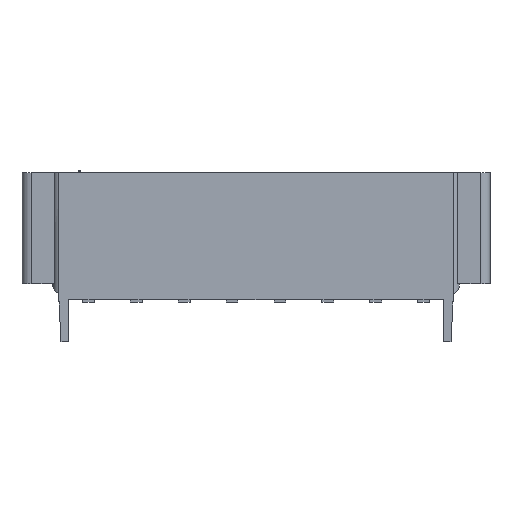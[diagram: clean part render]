
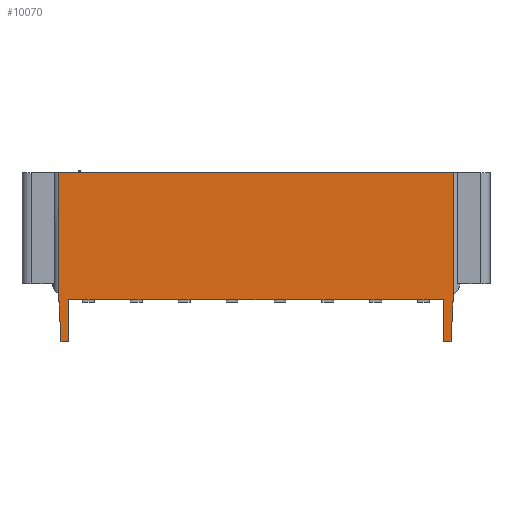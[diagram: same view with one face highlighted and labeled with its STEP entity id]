
A CAD part, front view. The second image highlights one B-rep face of the part: STEP entity #10070.
In plain terms, the highlighted planar face has unit normal (0, -1, 0).
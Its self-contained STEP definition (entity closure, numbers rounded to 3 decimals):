
#92=DIRECTION('',(1.,0.,0.));
#93=VECTOR('',#92,20.955);
#94=CARTESIAN_POINT('',(-10.478,-2.388,0.));
#95=LINE('',#94,#93);
#462=DIRECTION('',(0.,0.,1.));
#463=VECTOR('',#462,2.235);
#464=CARTESIAN_POINT('',(-9.97,-2.388,-8.966));
#465=LINE('',#464,#463);
#479=DIRECTION('',(1.,0.,0.));
#480=VECTOR('',#479,1.918);
#481=CARTESIAN_POINT('',(6.661,-2.388,-6.731));
#482=LINE('',#481,#480);
#483=DIRECTION('',(1.,0.,0.));
#484=VECTOR('',#483,0.623);
#485=CARTESIAN_POINT('',(6.039,-2.388,-6.731));
#486=LINE('',#485,#484);
#487=DIRECTION('',(1.,0.,0.));
#488=VECTOR('',#487,1.918);
#489=CARTESIAN_POINT('',(4.121,-2.388,-6.731));
#490=LINE('',#489,#488);
#491=DIRECTION('',(1.,0.,0.));
#492=VECTOR('',#491,0.623);
#493=CARTESIAN_POINT('',(3.499,-2.388,-6.731));
#494=LINE('',#493,#492);
#495=DIRECTION('',(1.,0.,0.));
#496=VECTOR('',#495,1.918);
#497=CARTESIAN_POINT('',(1.581,-2.388,-6.731));
#498=LINE('',#497,#496);
#499=DIRECTION('',(1.,0.,0.));
#500=VECTOR('',#499,0.623);
#501=CARTESIAN_POINT('',(0.959,-2.388,-6.731));
#502=LINE('',#501,#500);
#503=DIRECTION('',(1.,0.,0.));
#504=VECTOR('',#503,1.918);
#505=CARTESIAN_POINT('',(-0.959,-2.388,-6.731));
#506=LINE('',#505,#504);
#507=DIRECTION('',(1.,0.,0.));
#508=VECTOR('',#507,0.623);
#509=CARTESIAN_POINT('',(-1.581,-2.388,-6.731));
#510=LINE('',#509,#508);
#511=DIRECTION('',(1.,0.,0.));
#512=VECTOR('',#511,1.918);
#513=CARTESIAN_POINT('',(-3.499,-2.388,-6.731));
#514=LINE('',#513,#512);
#515=DIRECTION('',(1.,0.,0.));
#516=VECTOR('',#515,0.623);
#517=CARTESIAN_POINT('',(-4.121,-2.388,-6.731));
#518=LINE('',#517,#516);
#519=DIRECTION('',(1.,0.,0.));
#520=VECTOR('',#519,1.918);
#521=CARTESIAN_POINT('',(-6.039,-2.388,-6.731));
#522=LINE('',#521,#520);
#523=DIRECTION('',(1.,0.,0.));
#524=VECTOR('',#523,0.623);
#525=CARTESIAN_POINT('',(-6.661,-2.388,-6.731));
#526=LINE('',#525,#524);
#527=DIRECTION('',(1.,0.,0.));
#528=VECTOR('',#527,1.918);
#529=CARTESIAN_POINT('',(-8.579,-2.388,-6.731));
#530=LINE('',#529,#528);
#531=DIRECTION('',(1.,0.,0.));
#532=VECTOR('',#531,0.623);
#533=CARTESIAN_POINT('',(-9.201,-2.388,-6.731));
#534=LINE('',#533,#532);
#535=DIRECTION('',(1.,0.,0.));
#536=VECTOR('',#535,0.768);
#537=CARTESIAN_POINT('',(-9.97,-2.388,-6.731));
#538=LINE('',#537,#536);
#539=DIRECTION('',(-0.05,0.,0.999));
#540=VECTOR('',#539,2.543);
#541=CARTESIAN_POINT('',(-10.351,-2.388,-8.966));
#542=LINE('',#541,#540);
#543=DIRECTION('',(0.,0.,1.));
#544=VECTOR('',#543,6.426);
#545=CARTESIAN_POINT('',(-10.478,-2.388,-6.426));
#546=LINE('',#545,#544);
#547=DIRECTION('',(0.,0.,-1.));
#548=VECTOR('',#547,6.426);
#549=CARTESIAN_POINT('',(10.478,-2.388,0.));
#550=LINE('',#549,#548);
#551=DIRECTION('',(-0.05,0.,-0.999));
#552=VECTOR('',#551,2.543);
#553=CARTESIAN_POINT('',(10.478,-2.388,-6.426));
#554=LINE('',#553,#552);
#555=DIRECTION('',(1.,0.,0.));
#556=VECTOR('',#555,0.768);
#557=CARTESIAN_POINT('',(9.201,-2.388,-6.731));
#558=LINE('',#557,#556);
#559=DIRECTION('',(1.,0.,0.));
#560=VECTOR('',#559,0.623);
#561=CARTESIAN_POINT('',(8.579,-2.388,-6.731));
#562=LINE('',#561,#560);
#717=DIRECTION('',(0.,0.,-1.));
#718=VECTOR('',#717,2.235);
#719=CARTESIAN_POINT('',(9.97,-2.388,-6.731));
#720=LINE('',#719,#718);
#806=DIRECTION('',(1.,0.,0.));
#807=VECTOR('',#806,0.381);
#808=CARTESIAN_POINT('',(-10.351,-2.388,-8.966));
#809=LINE('',#808,#807);
#877=DIRECTION('',(1.,0.,0.));
#878=VECTOR('',#877,0.381);
#879=CARTESIAN_POINT('',(9.97,-2.388,-8.966));
#880=LINE('',#879,#878);
#8095=CARTESIAN_POINT('',(9.97,-2.388,-8.966));
#8097=VERTEX_POINT('',#8095);
#8100=CARTESIAN_POINT('',(-10.478,-2.388,0.));
#8101=VERTEX_POINT('',#8100);
#8102=CARTESIAN_POINT('',(10.478,-2.388,0.));
#8103=VERTEX_POINT('',#8102);
#8104=CARTESIAN_POINT('',(-9.97,-2.388,-8.966));
#8106=VERTEX_POINT('',#8104);
#8142=CARTESIAN_POINT('',(10.351,-2.388,-8.966));
#8144=VERTEX_POINT('',#8142);
#8147=CARTESIAN_POINT('',(10.478,-2.388,-6.426));
#8148=VERTEX_POINT('',#8147);
#8149=CARTESIAN_POINT('',(-10.351,-2.388,-8.966));
#8150=CARTESIAN_POINT('',(-10.478,-2.388,-6.426));
#8151=VERTEX_POINT('',#8149);
#8152=VERTEX_POINT('',#8150);
#9367=CARTESIAN_POINT('',(-9.201,-2.388,-6.731));
#9368=VERTEX_POINT('',#9367);
#9371=CARTESIAN_POINT('',(-8.579,-2.388,-6.731));
#9372=VERTEX_POINT('',#9371);
#9387=CARTESIAN_POINT('',(-6.661,-2.388,-6.731));
#9388=VERTEX_POINT('',#9387);
#9391=CARTESIAN_POINT('',(-6.039,-2.388,-6.731));
#9392=VERTEX_POINT('',#9391);
#9407=CARTESIAN_POINT('',(-4.121,-2.388,-6.731));
#9408=VERTEX_POINT('',#9407);
#9411=CARTESIAN_POINT('',(-3.499,-2.388,-6.731));
#9412=VERTEX_POINT('',#9411);
#9427=CARTESIAN_POINT('',(-1.581,-2.388,-6.731));
#9428=VERTEX_POINT('',#9427);
#9431=CARTESIAN_POINT('',(-0.959,-2.388,-6.731));
#9432=VERTEX_POINT('',#9431);
#9447=CARTESIAN_POINT('',(0.959,-2.388,-6.731));
#9448=VERTEX_POINT('',#9447);
#9451=CARTESIAN_POINT('',(1.581,-2.388,-6.731));
#9452=VERTEX_POINT('',#9451);
#9467=CARTESIAN_POINT('',(3.499,-2.388,-6.731));
#9468=VERTEX_POINT('',#9467);
#9471=CARTESIAN_POINT('',(4.121,-2.388,-6.731));
#9472=VERTEX_POINT('',#9471);
#9487=CARTESIAN_POINT('',(6.039,-2.388,-6.731));
#9488=VERTEX_POINT('',#9487);
#9491=CARTESIAN_POINT('',(6.661,-2.388,-6.731));
#9492=VERTEX_POINT('',#9491);
#9507=CARTESIAN_POINT('',(8.579,-2.388,-6.731));
#9508=VERTEX_POINT('',#9507);
#9511=CARTESIAN_POINT('',(9.201,-2.388,-6.731));
#9512=VERTEX_POINT('',#9511);
#9527=CARTESIAN_POINT('',(-9.97,-2.388,-6.731));
#9528=VERTEX_POINT('',#9527);
#9529=CARTESIAN_POINT('',(9.97,-2.388,-6.731));
#9530=VERTEX_POINT('',#9529);
#10013=CARTESIAN_POINT('',(-10.478,-2.388,0.));
#10014=DIRECTION('',(0.,-1.,0.));
#10015=DIRECTION('',(1.,0.,0.));
#10016=AXIS2_PLACEMENT_3D('',#10013,#10014,#10015);
#10017=PLANE('',#10016);
#10019=ORIENTED_EDGE('',*,*,#10018,.F.);
#10021=ORIENTED_EDGE('',*,*,#10020,.F.);
#10023=ORIENTED_EDGE('',*,*,#10022,.F.);
#10025=ORIENTED_EDGE('',*,*,#10024,.F.);
#10027=ORIENTED_EDGE('',*,*,#10026,.F.);
#10029=ORIENTED_EDGE('',*,*,#10028,.F.);
#10031=ORIENTED_EDGE('',*,*,#10030,.F.);
#10033=ORIENTED_EDGE('',*,*,#10032,.F.);
#10035=ORIENTED_EDGE('',*,*,#10034,.F.);
#10037=ORIENTED_EDGE('',*,*,#10036,.F.);
#10039=ORIENTED_EDGE('',*,*,#10038,.F.);
#10041=ORIENTED_EDGE('',*,*,#10040,.F.);
#10043=ORIENTED_EDGE('',*,*,#10042,.F.);
#10045=ORIENTED_EDGE('',*,*,#10044,.F.);
#10047=ORIENTED_EDGE('',*,*,#10046,.F.);
#10048=ORIENTED_EDGE('',*,*,#9997,.F.);
#10050=ORIENTED_EDGE('',*,*,#10049,.F.);
#10052=ORIENTED_EDGE('',*,*,#10051,.T.);
#10054=ORIENTED_EDGE('',*,*,#10053,.T.);
#10055=ORIENTED_EDGE('',*,*,#9756,.T.);
#10057=ORIENTED_EDGE('',*,*,#10056,.T.);
#10059=ORIENTED_EDGE('',*,*,#10058,.T.);
#10061=ORIENTED_EDGE('',*,*,#10060,.F.);
#10063=ORIENTED_EDGE('',*,*,#10062,.F.);
#10065=ORIENTED_EDGE('',*,*,#10064,.F.);
#10067=ORIENTED_EDGE('',*,*,#10066,.F.);
#10068=EDGE_LOOP('',(#10019,#10021,#10023,#10025,#10027,#10029,#10031,#10033,
#10035,#10037,#10039,#10041,#10043,#10045,#10047,#10048,#10050,#10052,#10054,
#10055,#10057,#10059,#10061,#10063,#10065,#10067));
#10069=FACE_OUTER_BOUND('',#10068,.F.);
#9756=EDGE_CURVE('',#8101,#8103,#95,.T.);
#9997=EDGE_CURVE('',#8106,#9528,#465,.T.);
#10018=EDGE_CURVE('',#9492,#9508,#482,.T.);
#10020=EDGE_CURVE('',#9488,#9492,#486,.T.);
#10022=EDGE_CURVE('',#9472,#9488,#490,.T.);
#10024=EDGE_CURVE('',#9468,#9472,#494,.T.);
#10026=EDGE_CURVE('',#9452,#9468,#498,.T.);
#10028=EDGE_CURVE('',#9448,#9452,#502,.T.);
#10030=EDGE_CURVE('',#9432,#9448,#506,.T.);
#10032=EDGE_CURVE('',#9428,#9432,#510,.T.);
#10034=EDGE_CURVE('',#9412,#9428,#514,.T.);
#10036=EDGE_CURVE('',#9408,#9412,#518,.T.);
#10038=EDGE_CURVE('',#9392,#9408,#522,.T.);
#10040=EDGE_CURVE('',#9388,#9392,#526,.T.);
#10042=EDGE_CURVE('',#9372,#9388,#530,.T.);
#10044=EDGE_CURVE('',#9368,#9372,#534,.T.);
#10046=EDGE_CURVE('',#9528,#9368,#538,.T.);
#10049=EDGE_CURVE('',#8151,#8106,#809,.T.);
#10051=EDGE_CURVE('',#8151,#8152,#542,.T.);
#10053=EDGE_CURVE('',#8152,#8101,#546,.T.);
#10056=EDGE_CURVE('',#8103,#8148,#550,.T.);
#10058=EDGE_CURVE('',#8148,#8144,#554,.T.);
#10060=EDGE_CURVE('',#8097,#8144,#880,.T.);
#10062=EDGE_CURVE('',#9530,#8097,#720,.T.);
#10064=EDGE_CURVE('',#9512,#9530,#558,.T.);
#10066=EDGE_CURVE('',#9508,#9512,#562,.T.);
#10070=ADVANCED_FACE('',(#10069),#10017,.T.);
